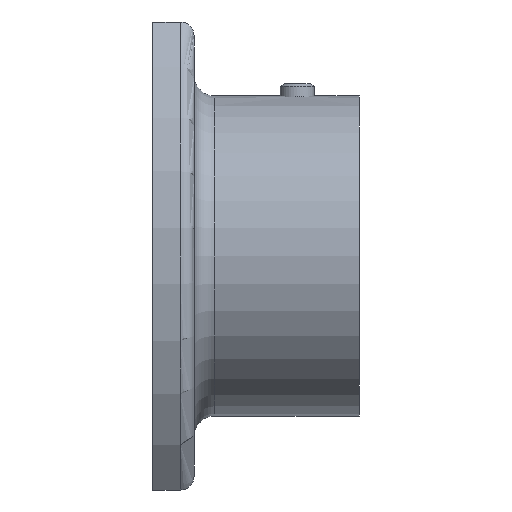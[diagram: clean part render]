
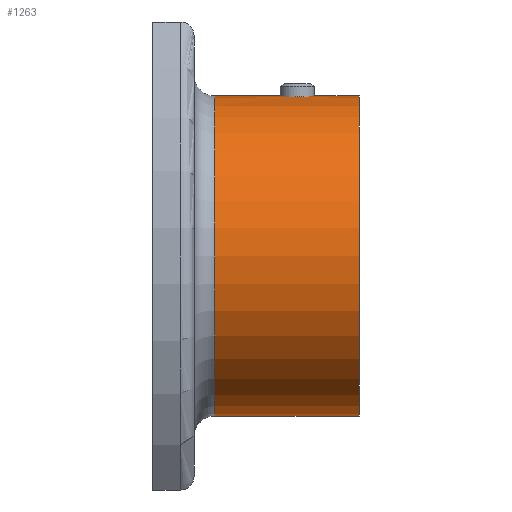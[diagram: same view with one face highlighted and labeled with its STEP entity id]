
A CAD part, front view. The second image highlights one B-rep face of the part: STEP entity #1263.
In plain terms, the highlighted cylindrical face has radius 23.25 mm (diameter 46.5 mm), a partial arc.
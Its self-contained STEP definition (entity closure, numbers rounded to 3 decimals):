
#38 = VERTEX_POINT ( 'NONE', #2505 ) ;
#42 = CARTESIAN_POINT ( 'NONE',  ( 16.887, -0.932, 23.232 ) ) ;
#85 = EDGE_CURVE ( 'NONE', #2494, #2197, #804, .T. ) ;
#86 = CARTESIAN_POINT ( 'NONE',  ( 13.947, -1.822, 23.179 ) ) ;
#105 = ORIENTED_EDGE ( 'NONE', *, *, #85, .T. ) ;
#131 = CARTESIAN_POINT ( 'NONE',  ( 15.551, -2.045, 23.16 ) ) ;
#313 = CIRCLE ( 'NONE', #584, 23.25 ) ;
#331 = DIRECTION ( 'NONE',  ( -1., 0., 0. ) ) ;
#349 = CARTESIAN_POINT ( 'NONE',  ( 14.864, -2.1, 23.155 ) ) ;
#372 = VERTEX_POINT ( 'NONE', #1527 ) ;
#452 = CIRCLE ( 'NONE', #2027, 23.25 ) ;
#462 = CARTESIAN_POINT ( 'NONE',  ( 17.086, -0.275, 23.249 ) ) ;
#505 = CARTESIAN_POINT ( 'NONE',  ( 3., 0., -23.25 ) ) ;
#584 = AXIS2_PLACEMENT_3D ( 'NONE', #2653, #1594, #1578 ) ;
#617 = CARTESIAN_POINT ( 'NONE',  ( 17.1, 0., 23.25 ) ) ;
#618 = EDGE_LOOP ( 'NONE', ( #829, #1450, #1891, #2327, #105, #2292 ) ) ;
#666 = CARTESIAN_POINT ( 'NONE',  ( 17.1, -0.139, 23.25 ) ) ;
#706 = DIRECTION ( 'NONE',  ( -1., 0., 0. ) ) ;
#741 = CARTESIAN_POINT ( 'NONE',  ( 16.057, -1.835, 23.178 ) ) ;
#759 = CARTESIAN_POINT ( 'NONE',  ( 16.291, -1.679, 23.19 ) ) ;
#775 = CARTESIAN_POINT ( 'NONE',  ( 13.719, -1.67, 23.19 ) ) ;
#785 = CARTESIAN_POINT ( 'NONE',  ( 3., 0., 0. ) ) ;
#804 = LINE ( 'NONE', #1644, #1321 ) ;
#829 = ORIENTED_EDGE ( 'NONE', *, *, #1574, .F. ) ;
#876 = EDGE_CURVE ( 'NONE', #1016, #2494, #1667, .T. ) ;
#888 = CARTESIAN_POINT ( 'NONE',  ( 16.67, -1.28, 23.215 ) ) ;
#910 = EDGE_CURVE ( 'NONE', #372, #1016, #2671, .T. ) ;
#912 = CYLINDRICAL_SURFACE ( 'NONE', #2370, 23.25 ) ;
#931 = CARTESIAN_POINT ( 'NONE',  ( 16.581, -1.388, 23.209 ) ) ;
#961 = CARTESIAN_POINT ( 'NONE',  ( 12.914, -0.276, 23.249 ) ) ;
#977 = CARTESIAN_POINT ( 'NONE',  ( 14.324, -1.993, 23.164 ) ) ;
#1016 = VERTEX_POINT ( 'NONE', #617 ) ;
#1098 = CARTESIAN_POINT ( 'NONE',  ( 17.033, -0.544, 23.244 ) ) ;
#1123 = DIRECTION ( 'NONE',  ( 0., 0., 1. ) ) ;
#1174 = CARTESIAN_POINT ( 'NONE',  ( 14.725, -2.086, 23.156 ) ) ;
#1185 = CARTESIAN_POINT ( 'NONE',  ( 14.07, -1.888, 23.173 ) ) ;
#1263 = ADVANCED_FACE ( 'NONE', ( #2421 ), #912, .T. ) ;
#1293 = LINE ( 'NONE', #2361, #1818 ) ;
#1308 = EDGE_CURVE ( 'NONE', #372, #38, #313, .T. ) ;
#1321 = VECTOR ( 'NONE', #1375, 1000. ) ;
#1336 = CARTESIAN_POINT ( 'NONE',  ( 24., 0., 0. ) ) ;
#1358 = CARTESIAN_POINT ( 'NONE',  ( 24., 0., 23.25 ) ) ;
#1375 = DIRECTION ( 'NONE',  ( -1., 0., 0. ) ) ;
#1402 = CARTESIAN_POINT ( 'NONE',  ( 3., 0., 23.25 ) ) ;
#1443 = DIRECTION ( 'NONE',  ( 1., 0., 0. ) ) ;
#1450 = ORIENTED_EDGE ( 'NONE', *, *, #1308, .F. ) ;
#1476 = VECTOR ( 'NONE', #706, 1000. ) ;
#1499 = DIRECTION ( 'NONE',  ( -1., 0., 0. ) ) ;
#1527 = CARTESIAN_POINT ( 'NONE',  ( 24., 0., 23.25 ) ) ;
#1574 = EDGE_CURVE ( 'NONE', #38, #1987, #1293, .T. ) ;
#1578 = DIRECTION ( 'NONE',  ( 0., 0., -1. ) ) ;
#1594 = DIRECTION ( 'NONE',  ( 1., 0., 0. ) ) ;
#1598 = CARTESIAN_POINT ( 'NONE',  ( 13.33, -1.281, 23.215 ) ) ;
#1644 = CARTESIAN_POINT ( 'NONE',  ( 24., 0., 23.25 ) ) ;
#1667 = B_SPLINE_CURVE_WITH_KNOTS ( 'NONE', 3,
 ( #2596, #666, #462, #1098, #1968, #42, #2398, #888, #931, #759, #741, #131, #2641, #349, #1174, #1829, #977, #1185, #86, #775, #1843, #1781, #1598, #2701, #2250, #1798, #2425, #961, #1814, #2657 ),
 .UNSPECIFIED., .F., .F.,
 ( 4, 2, 2, 2, 2, 2, 2, 2, 2, 2, 2, 2, 2, 2, 4 ),
 ( 0., 0., 0.001, 0.001, 0.002, 0.002, 0.003, 0.004, 0.004, 0.005, 0.005, 0.005, 0.006, 0.006, 0.007 ),
 .UNSPECIFIED. ) ;
#1781 = CARTESIAN_POINT ( 'NONE',  ( 13.417, -1.387, 23.209 ) ) ;
#1798 = CARTESIAN_POINT ( 'NONE',  ( 13.007, -0.677, 23.241 ) ) ;
#1814 = CARTESIAN_POINT ( 'NONE',  ( 12.9, -0.137, 23.25 ) ) ;
#1818 = VECTOR ( 'NONE', #1499, 1000. ) ;
#1829 = CARTESIAN_POINT ( 'NONE',  ( 14.455, -2.033, 23.161 ) ) ;
#1843 = CARTESIAN_POINT ( 'NONE',  ( 13.613, -1.583, 23.196 ) ) ;
#1891 = ORIENTED_EDGE ( 'NONE', *, *, #910, .T. ) ;
#1968 = CARTESIAN_POINT ( 'NONE',  ( 16.993, -0.677, 23.24 ) ) ;
#1987 = VERTEX_POINT ( 'NONE', #505 ) ;
#2010 = CARTESIAN_POINT ( 'NONE',  ( 12.9, 0., 23.25 ) ) ;
#2027 = AXIS2_PLACEMENT_3D ( 'NONE', #785, #1443, #2305 ) ;
#2197 = VERTEX_POINT ( 'NONE', #1402 ) ;
#2250 = CARTESIAN_POINT ( 'NONE',  ( 13.113, -0.931, 23.232 ) ) ;
#2292 = ORIENTED_EDGE ( 'NONE', *, *, #2665, .T. ) ;
#2305 = DIRECTION ( 'NONE',  ( 0., 0., -1. ) ) ;
#2327 = ORIENTED_EDGE ( 'NONE', *, *, #876, .T. ) ;
#2361 = CARTESIAN_POINT ( 'NONE',  ( 24., 0., -23.25 ) ) ;
#2370 = AXIS2_PLACEMENT_3D ( 'NONE', #1336, #331, #1123 ) ;
#2398 = CARTESIAN_POINT ( 'NONE',  ( 16.823, -1.052, 23.226 ) ) ;
#2421 = FACE_OUTER_BOUND ( 'NONE', #618, .T. ) ;
#2425 = CARTESIAN_POINT ( 'NONE',  ( 12.967, -0.546, 23.244 ) ) ;
#2494 = VERTEX_POINT ( 'NONE', #2010 ) ;
#2505 = CARTESIAN_POINT ( 'NONE',  ( 24., 0., -23.25 ) ) ;
#2596 = CARTESIAN_POINT ( 'NONE',  ( 17.1, 0., 23.25 ) ) ;
#2641 = CARTESIAN_POINT ( 'NONE',  ( 15.275, -2.1, 23.155 ) ) ;
#2653 = CARTESIAN_POINT ( 'NONE',  ( 24., 0., 0. ) ) ;
#2657 = CARTESIAN_POINT ( 'NONE',  ( 12.9, 0., 23.25 ) ) ;
#2665 = EDGE_CURVE ( 'NONE', #2197, #1987, #452, .T. ) ;
#2671 = LINE ( 'NONE', #1358, #1476 ) ;
#2701 = CARTESIAN_POINT ( 'NONE',  ( 13.178, -1.054, 23.226 ) ) ;
